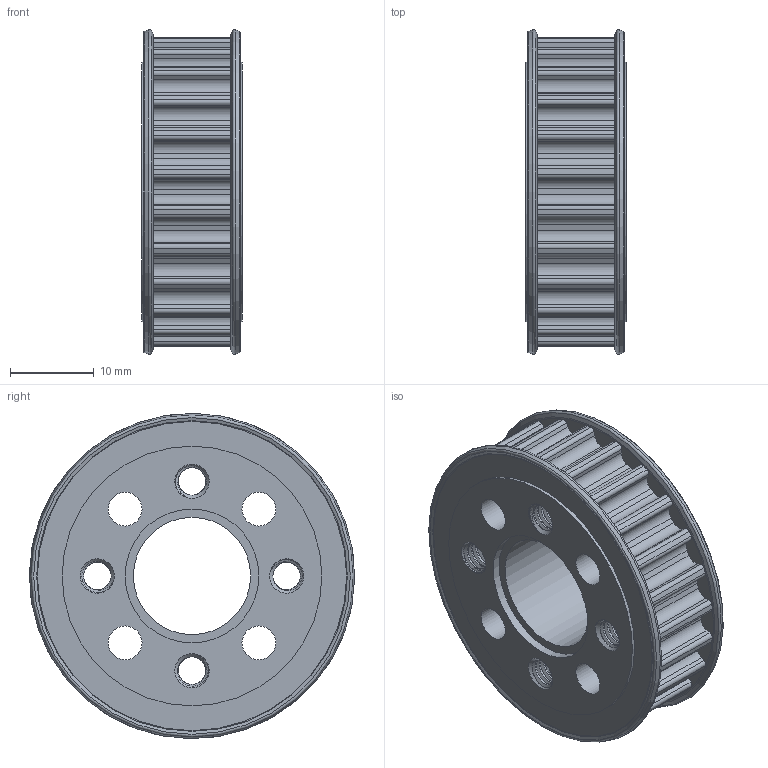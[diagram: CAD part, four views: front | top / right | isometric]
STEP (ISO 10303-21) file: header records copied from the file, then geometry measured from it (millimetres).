
FILE_DESCRIPTION(/* description */ ('STEP AP203'),/* implementation_level */ '2;1');
FILE_NAME(/* name */ '38mm Belt Pulley.step',/* time_stamp */ '2024-09-27T13:14:38+10:00',/* author */ (''),/* organization */ (''),/* preprocessor_version */ 'ST-DEVELOPER v20',/* originating_system */ 'Autodesk Translation Framework v13.20.0.188',/* authorisation */ '');
FILE_SCHEMA (('AUTOMOTIVE_DESIGN { 1 0 10303 214 3 1 1 }'));
Length unit declared in the file: millimetre
Products named in the file (3): 3411-0014-0024 Assembly; 3411-0014-0024 Body; 3411-0014-0024 Ring
Assembly tree (3 placements, depth 2):
  3411-0014-0024 Assembly
    3411-0014-0024 Body
    3411-0014-0024 Ring  x2
Bounding box: 12 x 38.86 x 38.86 mm (x, y, z)
Volume: 8019.2 mm3; surface area: 7460.8 mm2
Topology: 3 solids, 3 shells, 406 faces, 1182 edges, 786 vertices
Faces by surface type: cylinder 288, plane 86, cone 16, bspline 8, torus 8
Full cylindrical faces by diameter (mm): 3.3 x62, 4 x64, 4.05 x4, 7.2 x4, 14 x1, 16 x1, 31.045 x2, 31.05 x2
Entity records: 31033 total; most frequent: CARTESIAN_POINT 20678, ORIENTED_EDGE 2320, DIRECTION 1988, EDGE_CURVE 1160, VERTEX_POINT 772, AXIS2_PLACEMENT_3D 738, LINE 512, VECTOR 512
